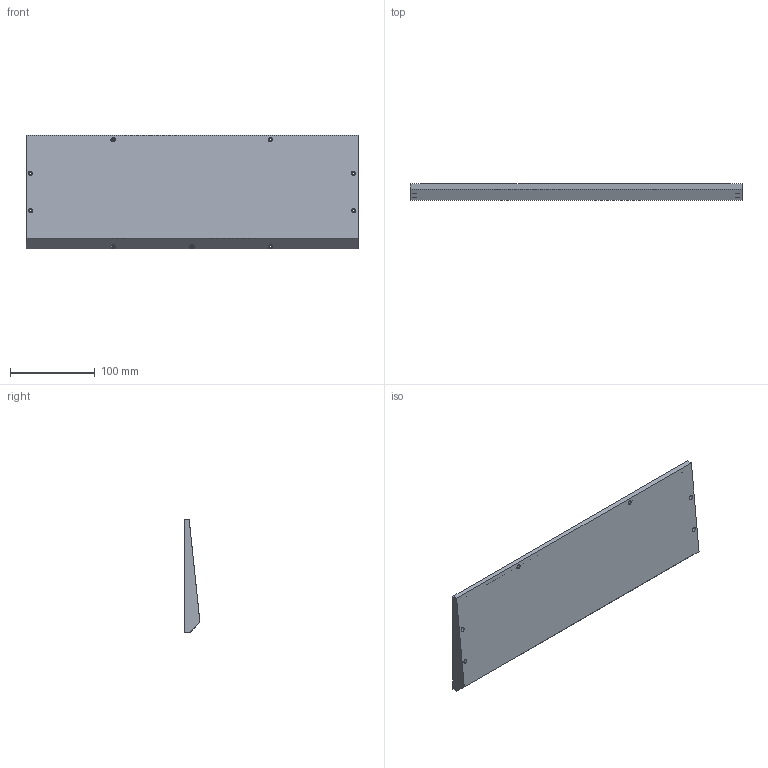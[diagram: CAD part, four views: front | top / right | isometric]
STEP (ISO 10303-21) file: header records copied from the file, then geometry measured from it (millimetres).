
FILE_DESCRIPTION (( 'STEP AP214' ), '1' );
FILE_NAME ('BottomPlate.STEP', '2020-07-26T18:20:53', ( '' ), ( '' ), 'SwSTEP 2.0', 'SolidWorks 2019', '' );
FILE_SCHEMA (( 'AUTOMOTIVE_DESIGN' ));
Length unit declared in the file: centimetre
Products named in the file (1): BottomPlate
Bounding box: 390.8 x 18.76 x 133.8 mm (x, y, z)
Volume: 395662.6 mm3; surface area: 121478.8 mm2
Topology: 1 solids, 1 shells, 90 faces, 237 edges, 158 vertices
Faces by surface type: cylinder 59, plane 31
Entity records: 2893 total; most frequent: CARTESIAN_POINT 540, DIRECTION 503, ORIENTED_EDGE 474, EDGE_CURVE 237, AXIS2_PLACEMENT_3D 193, VERTEX_POINT 158, VECTOR 117, EDGE_LOOP 117
